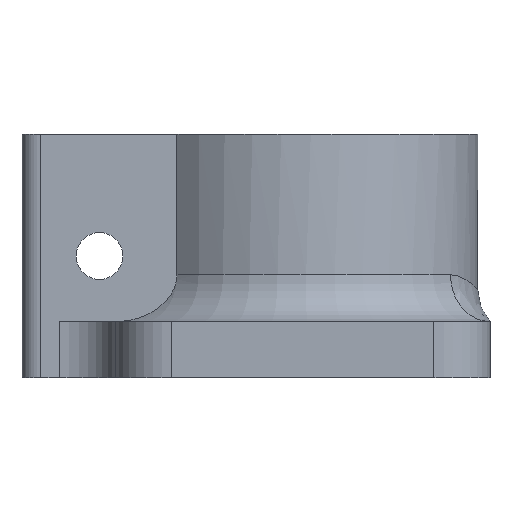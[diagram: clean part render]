
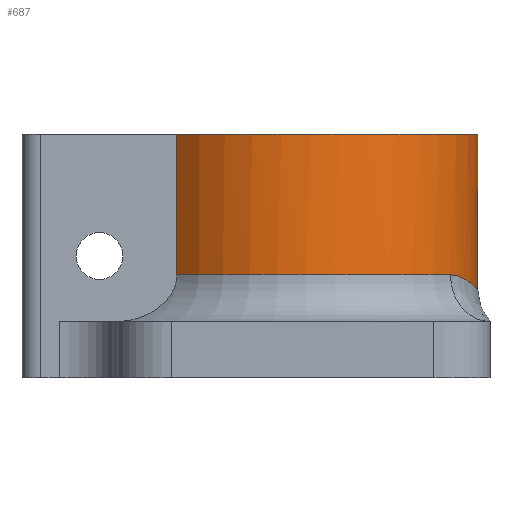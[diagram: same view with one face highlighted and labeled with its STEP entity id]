
A CAD part, left-side view. The second image highlights one B-rep face of the part: STEP entity #687.
In plain terms, the highlighted cylindrical face has radius 9.35 mm (diameter 18.7 mm), a partial arc.
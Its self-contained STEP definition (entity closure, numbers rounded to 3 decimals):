
#19=B_SPLINE_CURVE_WITH_KNOTS('',8,(#1175,#1176,#1177,#1178,#1179,#1180,
#1181,#1182,#1183,#1184,#1185,#1186,#1187,#1188,#1189,#1190),
 .UNSPECIFIED.,.F.,.F.,(9,7,9),(16.892,22.187,27.482),
 .UNSPECIFIED.);
#22=CYLINDRICAL_SURFACE('',#756,9.35);
#54=FACE_OUTER_BOUND('',#92,.T.);
#92=EDGE_LOOP('',(#504,#505,#506,#507,#508,#509));
#127=CIRCLE('',#737,9.35);
#139=CIRCLE('',#757,9.35);
#140=CIRCLE('',#758,9.35);
#188=LINE('',#1093,#241);
#194=LINE('',#1171,#247);
#241=VECTOR('',#871,1.);
#247=VECTOR('',#885,1.);
#285=VERTEX_POINT('',#1048);
#286=VERTEX_POINT('',#1050);
#301=VERTEX_POINT('',#1092);
#308=VERTEX_POINT('',#1170);
#309=VERTEX_POINT('',#1172);
#310=VERTEX_POINT('',#1174);
#357=EDGE_CURVE('',#285,#286,#127,.T.);
#378=EDGE_CURVE('',#301,#286,#188,.T.);
#387=EDGE_CURVE('',#308,#285,#194,.T.);
#388=EDGE_CURVE('',#308,#309,#139,.T.);
#389=EDGE_CURVE('',#309,#310,#19,.T.);
#390=EDGE_CURVE('',#310,#301,#140,.T.);
#504=ORIENTED_EDGE('',*,*,#387,.F.);
#505=ORIENTED_EDGE('',*,*,#388,.T.);
#506=ORIENTED_EDGE('',*,*,#389,.T.);
#507=ORIENTED_EDGE('',*,*,#390,.T.);
#508=ORIENTED_EDGE('',*,*,#378,.T.);
#509=ORIENTED_EDGE('',*,*,#357,.F.);
#687=ADVANCED_FACE('',(#54),#22,.T.);
#737=AXIS2_PLACEMENT_3D('',#1051,#828,#829);
#756=AXIS2_PLACEMENT_3D('',#1169,#883,#884);
#757=AXIS2_PLACEMENT_3D('',#1173,#886,#887);
#758=AXIS2_PLACEMENT_3D('',#1191,#888,#889);
#828=DIRECTION('center_axis',(0.,0.,1.));
#829=DIRECTION('ref_axis',(1.,0.,0.));
#871=DIRECTION('',(0.,0.,1.));
#883=DIRECTION('center_axis',(0.,0.,-1.));
#884=DIRECTION('ref_axis',(0.,-1.,0.));
#885=DIRECTION('',(0.,0.,1.));
#886=DIRECTION('center_axis',(0.,0.,1.));
#887=DIRECTION('ref_axis',(-0.695,0.719,0.));
#888=DIRECTION('center_axis',(0.,0.,1.));
#889=DIRECTION('ref_axis',(-0.695,0.719,0.));
#1048=CARTESIAN_POINT('',(-6.5,6.721,13.));
#1050=CARTESIAN_POINT('',(6.5,6.721,13.));
#1051=CARTESIAN_POINT('Origin',(0.,0.,13.));
#1092=CARTESIAN_POINT('',(6.5,6.721,5.5));
#1093=CARTESIAN_POINT('',(6.5,6.721,3.));
#1169=CARTESIAN_POINT('Origin',(0.,0.,3.));
#1170=CARTESIAN_POINT('',(-6.5,6.721,5.5));
#1171=CARTESIAN_POINT('',(-6.5,6.721,3.));
#1172=CARTESIAN_POINT('',(-5.017,-7.89,5.5));
#1173=CARTESIAN_POINT('Origin',(0.,0.,5.5));
#1174=CARTESIAN_POINT('',(5.017,-7.89,5.5));
#1175=CARTESIAN_POINT('Ctrl Pts',(-5.017,-7.89,5.5));
#1176=CARTESIAN_POINT('Ctrl Pts',(-4.458,-8.245,5.5));
#1177=CARTESIAN_POINT('Ctrl Pts',(-3.871,-8.555,5.37));
#1178=CARTESIAN_POINT('Ctrl Pts',(-3.259,-8.817,5.212));
#1179=CARTESIAN_POINT('Ctrl Pts',(-2.627,-9.029,5.035));
#1180=CARTESIAN_POINT('Ctrl Pts',(-1.981,-9.189,4.872));
#1181=CARTESIAN_POINT('Ctrl Pts',(-1.324,-9.296,4.744));
#1182=CARTESIAN_POINT('Ctrl Pts',(-0.662,-9.35,4.682));
#1183=CARTESIAN_POINT('Ctrl Pts',(0.662,-9.35,4.682));
#1184=CARTESIAN_POINT('Ctrl Pts',(1.324,-9.296,4.744));
#1185=CARTESIAN_POINT('Ctrl Pts',(1.981,-9.189,4.872));
#1186=CARTESIAN_POINT('Ctrl Pts',(2.627,-9.029,5.035));
#1187=CARTESIAN_POINT('Ctrl Pts',(3.259,-8.817,5.212));
#1188=CARTESIAN_POINT('Ctrl Pts',(3.871,-8.555,5.37));
#1189=CARTESIAN_POINT('Ctrl Pts',(4.458,-8.245,5.5));
#1190=CARTESIAN_POINT('Ctrl Pts',(5.017,-7.89,5.5));
#1191=CARTESIAN_POINT('Origin',(0.,0.,5.5));
